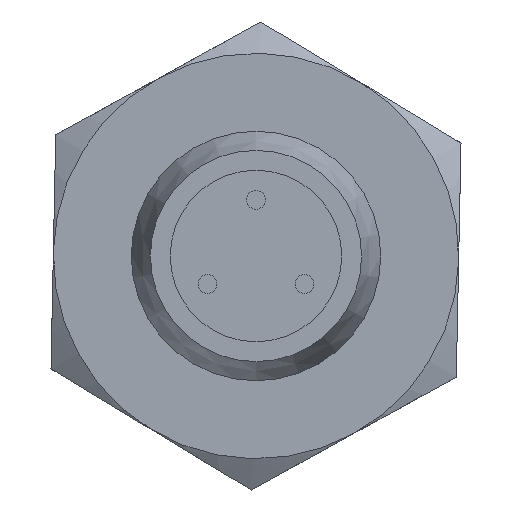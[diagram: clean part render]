
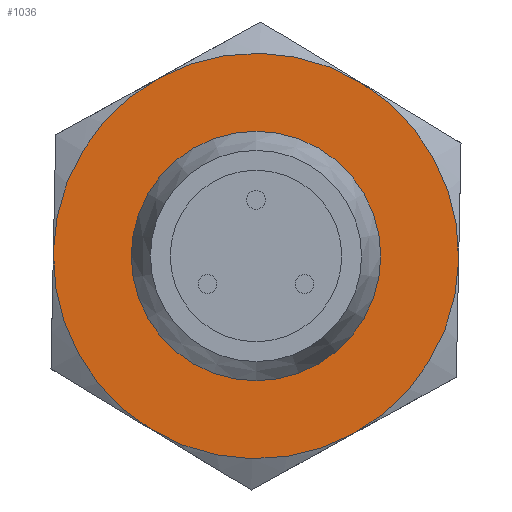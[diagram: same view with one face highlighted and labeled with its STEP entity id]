
A CAD part, left-side view. The second image highlights one B-rep face of the part: STEP entity #1036.
In plain terms, the highlighted planar face has unit normal (-1, 0, 0).
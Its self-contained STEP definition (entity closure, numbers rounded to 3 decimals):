
#949=CARTESIAN_POINT('',(0.0,-3.458,0.));
#950=VERTEX_POINT('',#949);
#951=CARTESIAN_POINT('',(0.0,0.,0.));
#952=DIRECTION('',(1.0,0.0,0.0));
#953=DIRECTION('',(0.0,1.0,0.0));
#954=AXIS2_PLACEMENT_3D('',#951,#952,#953);
#955=CIRCLE('',#954,3.459);
#956=EDGE_CURVE('',#950,#950,#955,.T.);
#972=CARTESIAN_POINT('',(0.0,0.,0.));
#973=DIRECTION('',(-1.0,0.0,0.0));
#974=DIRECTION('',(0.0,0.0,1.0));
#975=AXIS2_PLACEMENT_3D('',#972,#973,#974);
#976=PLANE('',#975);
#977=CARTESIAN_POINT('',(0.,6.5,0.));
#978=VERTEX_POINT('',#977);
#979=CARTESIAN_POINT('',(0.,3.25,-5.629));
#980=VERTEX_POINT('',#979);
#981=CARTESIAN_POINT('',(0.0,0.0,0.));
#982=DIRECTION('',(-1.0,0.0,0.0));
#983=DIRECTION('',(0.0,0.0,-1.0));
#984=AXIS2_PLACEMENT_3D('',#981,#982,#983);
#985=CIRCLE('',#984,6.5);
#986=EDGE_CURVE('',#978,#980,#985,.T.);
#987=ORIENTED_EDGE('',*,*,#986,.T.);
#988=CARTESIAN_POINT('',(0.,-3.25,-5.629));
#989=VERTEX_POINT('',#988);
#990=CARTESIAN_POINT('',(0.0,0.0,0.));
#991=DIRECTION('',(-1.0,0.0,0.0));
#992=DIRECTION('',(0.0,0.0,-1.0));
#993=AXIS2_PLACEMENT_3D('',#990,#991,#992);
#994=CIRCLE('',#993,6.5);
#995=EDGE_CURVE('',#980,#989,#994,.T.);
#996=ORIENTED_EDGE('',*,*,#995,.T.);
#997=CARTESIAN_POINT('',(0.,-6.5,0.));
#998=VERTEX_POINT('',#997);
#999=CARTESIAN_POINT('',(0.0,0.0,0.));
#1000=DIRECTION('',(-1.0,0.0,0.0));
#1001=DIRECTION('',(0.0,0.0,-1.0));
#1002=AXIS2_PLACEMENT_3D('',#999,#1000,#1001);
#1003=CIRCLE('',#1002,6.5);
#1004=EDGE_CURVE('',#989,#998,#1003,.T.);
#1005=ORIENTED_EDGE('',*,*,#1004,.T.);
#1006=CARTESIAN_POINT('',(0.,-3.25,5.629));
#1007=VERTEX_POINT('',#1006);
#1008=CARTESIAN_POINT('',(0.0,0.0,0.));
#1009=DIRECTION('',(-1.0,0.0,0.0));
#1010=DIRECTION('',(0.0,0.0,-1.0));
#1011=AXIS2_PLACEMENT_3D('',#1008,#1009,#1010);
#1012=CIRCLE('',#1011,6.5);
#1013=EDGE_CURVE('',#998,#1007,#1012,.T.);
#1014=ORIENTED_EDGE('',*,*,#1013,.T.);
#1015=CARTESIAN_POINT('',(0.,3.25,5.629));
#1016=VERTEX_POINT('',#1015);
#1017=CARTESIAN_POINT('',(0.0,0.0,0.));
#1018=DIRECTION('',(-1.0,0.0,0.0));
#1019=DIRECTION('',(0.0,0.0,-1.0));
#1020=AXIS2_PLACEMENT_3D('',#1017,#1018,#1019);
#1021=CIRCLE('',#1020,6.5);
#1022=EDGE_CURVE('',#1007,#1016,#1021,.T.);
#1023=ORIENTED_EDGE('',*,*,#1022,.T.);
#1024=CARTESIAN_POINT('',(0.0,0.0,0.));
#1025=DIRECTION('',(-1.0,0.0,0.0));
#1026=DIRECTION('',(0.0,0.0,-1.0));
#1027=AXIS2_PLACEMENT_3D('',#1024,#1025,#1026);
#1028=CIRCLE('',#1027,6.5);
#1029=EDGE_CURVE('',#1016,#978,#1028,.T.);
#1030=ORIENTED_EDGE('',*,*,#1029,.T.);
#1031=EDGE_LOOP('',(#987,#996,#1005,#1014,#1023,#1030));
#1032=FACE_OUTER_BOUND('',#1031,.T.);
#1033=ORIENTED_EDGE('',*,*,#956,.T.);
#1034=EDGE_LOOP('',(#1033));
#1035=FACE_BOUND('',#1034,.T.);
#1036=ADVANCED_FACE('',(#1032,#1035),#976,.T.);
